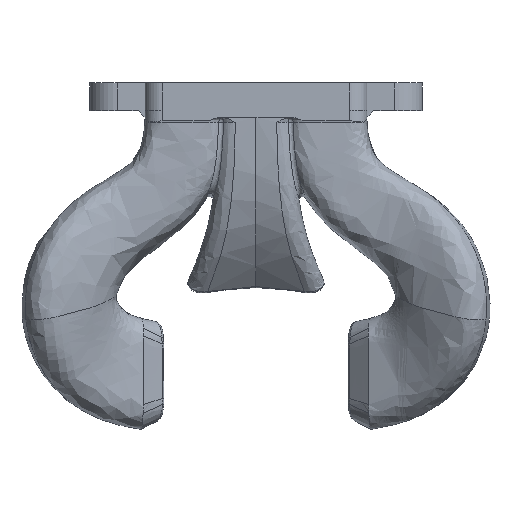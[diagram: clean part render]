
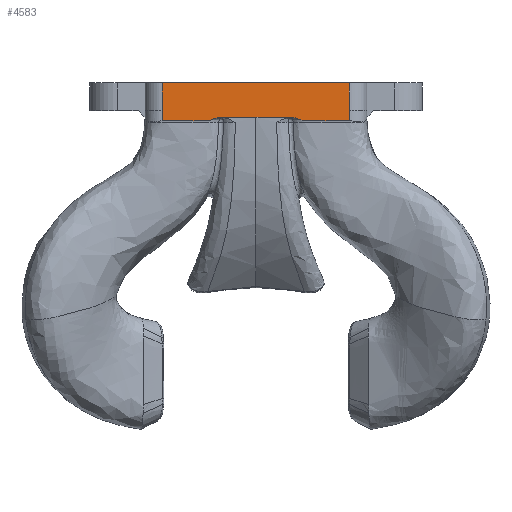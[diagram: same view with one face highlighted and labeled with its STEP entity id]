
A CAD part, top view. The second image highlights one B-rep face of the part: STEP entity #4583.
In plain terms, the highlighted planar face has unit normal (0, 0, 1).
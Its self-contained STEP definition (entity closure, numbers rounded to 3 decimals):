
#111=PLANE('',#4855);
#347=FACE_OUTER_BOUND('',#593,.T.);
#593=EDGE_LOOP('',(#4128,#4129,#4130,#4131,#4132,#4133,#4134,#4135,#4136,
#4137,#4138));
#801=LINE('',#104872,#1030);
#802=LINE('',#105175,#1031);
#807=LINE('',#127837,#1036);
#808=LINE('',#127915,#1037);
#952=LINE('',#155296,#1181);
#954=LINE('',#155303,#1183);
#1012=LINE('',#155445,#1241);
#1013=LINE('',#155448,#1242);
#1014=LINE('',#155449,#1243);
#1030=VECTOR('',#4918,10.);
#1031=VECTOR('',#4931,10.);
#1036=VECTOR('',#4994,10.);
#1037=VECTOR('',#4995,10.);
#1181=VECTOR('',#5453,10.);
#1183=VECTOR('',#5459,10.);
#1241=VECTOR('',#5613,10.);
#1242=VECTOR('',#5616,10.);
#1243=VECTOR('',#5617,10.);
#1345=B_SPLINE_CURVE_WITH_KNOTS('',3,(#104689,#104690,#104691,#104692,#104693,
#104694,#104695,#104696,#104697,#104698,#104699,#104700,#104701,#104702,
#104703,#104704,#104705,#104706,#104707,#104708,#104709,#104710,#104711,
#104712,#104713),.UNSPECIFIED.,.F.,.F.,(4,3,3,3,3,3,3,3,4),(0.255,
0.34,0.351,0.731,0.905,
0.931,1.012,1.077,1.09),
 .UNSPECIFIED.);
#1352=B_SPLINE_CURVE_WITH_KNOTS('',3,(#105082,#105083,#105084,#105085,#105086,
#105087,#105088,#105089,#105090,#105091,#105092,#105093,#105094,#105095,
#105096,#105097,#105098,#105099,#105100,#105101,#105102,#105103,#105104,
#105105,#105106),.UNSPECIFIED.,.F.,.F.,(4,3,3,3,3,3,3,3,4),(0.,0.117,
0.176,0.21,0.234,0.254,
0.266,0.357,0.375),.UNSPECIFIED.);
#1665=VERTEX_POINT('',#104541);
#1667=VERTEX_POINT('',#104663);
#1668=VERTEX_POINT('',#104688);
#1675=VERTEX_POINT('',#105079);
#1676=VERTEX_POINT('',#105081);
#1678=VERTEX_POINT('',#105162);
#1725=VERTEX_POINT('',#127828);
#1996=VERTEX_POINT('',#155294);
#1999=VERTEX_POINT('',#155301);
#2035=VERTEX_POINT('',#155443);
#2036=VERTEX_POINT('',#155447);
#2163=EDGE_CURVE('',#1668,#1667,#1345,.F.);
#2170=EDGE_CURVE('',#1668,#1665,#801,.T.);
#2177=EDGE_CURVE('',#1675,#1676,#1352,.T.);
#2182=EDGE_CURVE('',#1678,#1675,#802,.T.);
#2263=EDGE_CURVE('',#1725,#1678,#807,.T.);
#2264=EDGE_CURVE('',#1665,#1725,#808,.T.);
#2676=EDGE_CURVE('',#1996,#1676,#952,.T.);
#2679=EDGE_CURVE('',#1999,#1667,#954,.T.);
#2749=EDGE_CURVE('',#1999,#2035,#1012,.T.);
#2750=EDGE_CURVE('',#2036,#2035,#1013,.T.);
#2751=EDGE_CURVE('',#1996,#2036,#1014,.T.);
#4128=ORIENTED_EDGE('',*,*,#2749,.T.);
#4129=ORIENTED_EDGE('',*,*,#2750,.F.);
#4130=ORIENTED_EDGE('',*,*,#2751,.F.);
#4131=ORIENTED_EDGE('',*,*,#2676,.T.);
#4132=ORIENTED_EDGE('',*,*,#2177,.F.);
#4133=ORIENTED_EDGE('',*,*,#2182,.F.);
#4134=ORIENTED_EDGE('',*,*,#2263,.F.);
#4135=ORIENTED_EDGE('',*,*,#2264,.F.);
#4136=ORIENTED_EDGE('',*,*,#2170,.F.);
#4137=ORIENTED_EDGE('',*,*,#2163,.T.);
#4138=ORIENTED_EDGE('',*,*,#2679,.F.);
#4583=ADVANCED_FACE('',(#347),#111,.T.);
#4855=AXIS2_PLACEMENT_3D('',#155446,#5614,#5615);
#4918=DIRECTION('',(-1.,0.,0.));
#4931=DIRECTION('',(-1.,0.,0.));
#4994=DIRECTION('',(-1.,0.,0.));
#4995=DIRECTION('',(-1.,0.,0.));
#5453=DIRECTION('',(0.,-1.,0.));
#5459=DIRECTION('',(0.,-1.,0.));
#5613=DIRECTION('',(0.,1.,0.));
#5614=DIRECTION('center_axis',(0.,0.,1.));
#5615=DIRECTION('ref_axis',(1.,0.,0.));
#5616=DIRECTION('',(1.,0.,0.));
#5617=DIRECTION('',(0.,1.,0.));
#104541=CARTESIAN_POINT('',(4.996,3.,-52.9));
#104663=CARTESIAN_POINT('',(13.5,2.496,-52.9));
#104688=CARTESIAN_POINT('',(5.059,3.,-52.9));
#104689=CARTESIAN_POINT('Ctrl Pts',(13.5,2.496,-52.9));
#104690=CARTESIAN_POINT('Ctrl Pts',(13.324,2.496,-52.9));
#104691=CARTESIAN_POINT('Ctrl Pts',(13.02,2.496,-52.9));
#104692=CARTESIAN_POINT('Ctrl Pts',(12.744,2.496,-52.9));
#104693=CARTESIAN_POINT('Ctrl Pts',(12.709,2.496,-52.9));
#104694=CARTESIAN_POINT('Ctrl Pts',(12.674,2.496,-52.9));
#104695=CARTESIAN_POINT('Ctrl Pts',(12.64,2.496,-52.9));
#104696=CARTESIAN_POINT('Ctrl Pts',(11.411,2.499,-52.9));
#104697=CARTESIAN_POINT('Ctrl Pts',(10.179,2.502,-52.9));
#104698=CARTESIAN_POINT('Ctrl Pts',(8.951,2.504,-52.9));
#104699=CARTESIAN_POINT('Ctrl Pts',(8.388,2.505,-52.9));
#104700=CARTESIAN_POINT('Ctrl Pts',(7.821,2.506,-52.9));
#104701=CARTESIAN_POINT('Ctrl Pts',(7.26,2.507,-52.9));
#104702=CARTESIAN_POINT('Ctrl Pts',(7.178,2.507,-52.9));
#104703=CARTESIAN_POINT('Ctrl Pts',(7.098,2.507,-52.9));
#104704=CARTESIAN_POINT('Ctrl Pts',(7.018,2.507,-52.9));
#104705=CARTESIAN_POINT('Ctrl Pts',(6.76,2.507,-52.9));
#104706=CARTESIAN_POINT('Ctrl Pts',(6.516,2.628,-52.9));
#104707=CARTESIAN_POINT('Ctrl Pts',(6.186,2.751,-52.9));
#104708=CARTESIAN_POINT('Ctrl Pts',(5.922,2.849,-52.9));
#104709=CARTESIAN_POINT('Ctrl Pts',(5.62,2.953,-52.9));
#104710=CARTESIAN_POINT('Ctrl Pts',(5.267,2.989,-52.9));
#104711=CARTESIAN_POINT('Ctrl Pts',(5.199,2.996,-52.9));
#104712=CARTESIAN_POINT('Ctrl Pts',(5.129,3.,-52.9));
#104713=CARTESIAN_POINT('Ctrl Pts',(5.059,3.,-52.9));
#104872=CARTESIAN_POINT('',(13.5,3.,-52.9));
#105079=CARTESIAN_POINT('',(-5.059,3.,-52.9));
#105081=CARTESIAN_POINT('',(-13.5,2.496,-52.9));
#105082=CARTESIAN_POINT('Ctrl Pts',(-5.059,3.,-52.9));
#105083=CARTESIAN_POINT('Ctrl Pts',(-5.449,3.,-52.9));
#105084=CARTESIAN_POINT('Ctrl Pts',(-5.84,2.878,
-52.9));
#105085=CARTESIAN_POINT('Ctrl Pts',(-6.168,2.757,
-52.9));
#105086=CARTESIAN_POINT('Ctrl Pts',(-6.332,2.697,
-52.9));
#105087=CARTESIAN_POINT('Ctrl Pts',(-6.48,2.637,
-52.9));
#105088=CARTESIAN_POINT('Ctrl Pts',(-6.612,2.592,-52.9));
#105089=CARTESIAN_POINT('Ctrl Pts',(-6.689,2.565,
-52.9));
#105090=CARTESIAN_POINT('Ctrl Pts',(-6.759,2.544,
-52.9));
#105091=CARTESIAN_POINT('Ctrl Pts',(-6.827,2.529,
-52.9));
#105092=CARTESIAN_POINT('Ctrl Pts',(-6.876,2.518,
-52.9));
#105093=CARTESIAN_POINT('Ctrl Pts',(-6.903,2.507,
-52.9));
#105094=CARTESIAN_POINT('Ctrl Pts',(-7.018,2.507,
-52.9));
#105095=CARTESIAN_POINT('Ctrl Pts',(-7.112,2.507,
-52.9));
#105096=CARTESIAN_POINT('Ctrl Pts',(-7.269,2.507,-52.9));
#105097=CARTESIAN_POINT('Ctrl Pts',(-7.563,2.506,
-52.9));
#105098=CARTESIAN_POINT('Ctrl Pts',(-7.726,2.506,
-52.9));
#105099=CARTESIAN_POINT('Ctrl Pts',(-7.922,2.506,
-52.9));
#105100=CARTESIAN_POINT('Ctrl Pts',(-8.106,2.505,
-52.9));
#105101=CARTESIAN_POINT('Ctrl Pts',(-9.607,2.503,
-52.9));
#105102=CARTESIAN_POINT('Ctrl Pts',(-11.143,2.5,
-52.9));
#105103=CARTESIAN_POINT('Ctrl Pts',(-12.64,2.496,
-52.9));
#105104=CARTESIAN_POINT('Ctrl Pts',(-12.926,2.496,
-52.9));
#105105=CARTESIAN_POINT('Ctrl Pts',(-13.214,2.496,
-52.9));
#105106=CARTESIAN_POINT('Ctrl Pts',(-13.5,2.496,
-52.9));
#105162=CARTESIAN_POINT('',(-4.996,3.,-52.9));
#105175=CARTESIAN_POINT('',(13.5,3.,-52.9));
#127828=CARTESIAN_POINT('',(0.,3.,-52.9));
#127837=CARTESIAN_POINT('',(13.5,3.,-52.9));
#127915=CARTESIAN_POINT('',(13.5,3.,-52.9));
#155294=CARTESIAN_POINT('',(-13.5,4.,-52.9));
#155296=CARTESIAN_POINT('',(-13.5,4.,-52.9));
#155301=CARTESIAN_POINT('',(13.5,4.,-52.9));
#155303=CARTESIAN_POINT('',(13.5,4.,-52.9));
#155443=CARTESIAN_POINT('',(13.5,8.,-52.9));
#155445=CARTESIAN_POINT('',(13.5,4.,-52.9));
#155446=CARTESIAN_POINT('Origin',(-13.5,4.,-52.9));
#155447=CARTESIAN_POINT('',(-13.5,8.,-52.9));
#155448=CARTESIAN_POINT('',(-13.5,8.,-52.9));
#155449=CARTESIAN_POINT('',(-13.5,4.,-52.9));
